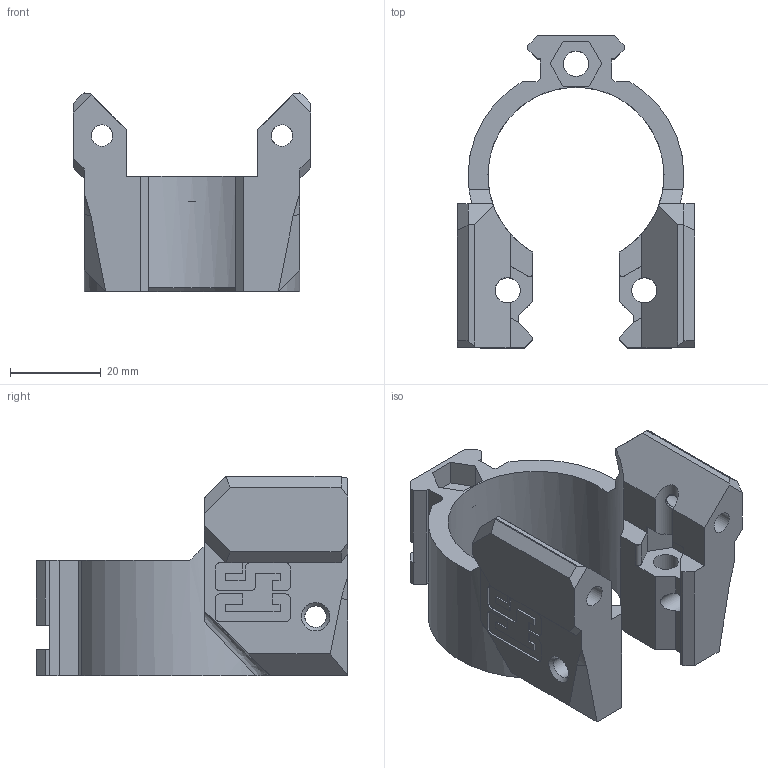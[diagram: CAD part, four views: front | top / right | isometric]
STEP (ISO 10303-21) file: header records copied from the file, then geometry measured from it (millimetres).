
FILE_DESCRIPTION(/* description */ ('Alibre Inc.'),/* implementation_level */ '2;1');
FILE_NAME(/* name */ 'export0',/* time_stamp */ '2018-12-08T14:12:24-05:00',/* author */ (''),/* organization */ (''),/* preprocessor_version */ 'ST-DEVELOPER v17',/* originating_system */ 'Alibre',/* authorisation */ '');
FILE_SCHEMA (('AUTOMOTIVE_DESIGN'));
Length unit declared in the file: millimetre
Bounding box: 52.39 x 68.85 x 43.94 mm (x, y, z)
Volume: 35433.8 mm3; surface area: 17055.7 mm2
Topology: 1 solids, 1 shells, 238 faces, 694 edges, 459 vertices
Faces by surface type: plane 169, bspline 44, cylinder 18, cone 7
Full cylindrical faces by diameter (mm): 2.54 x4, 4.763 x4, 5.588 x3
Entity records: 8285 total; most frequent: CARTESIAN_POINT 2589, ORIENTED_EDGE 1340, DIRECTION 823, EDGE_CURVE 670, VECTOR 490, LINE 490, VERTEX_POINT 450, EDGE_LOOP 272
